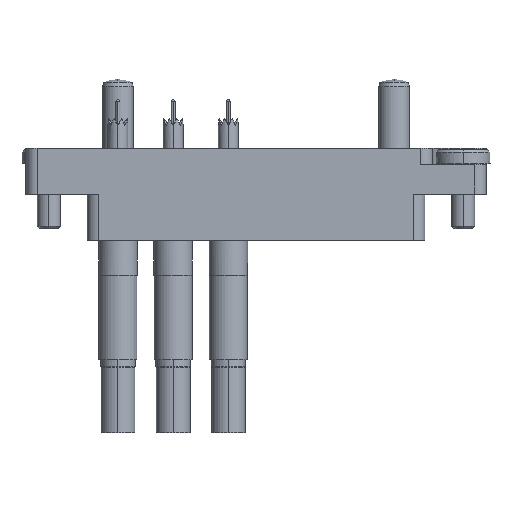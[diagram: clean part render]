
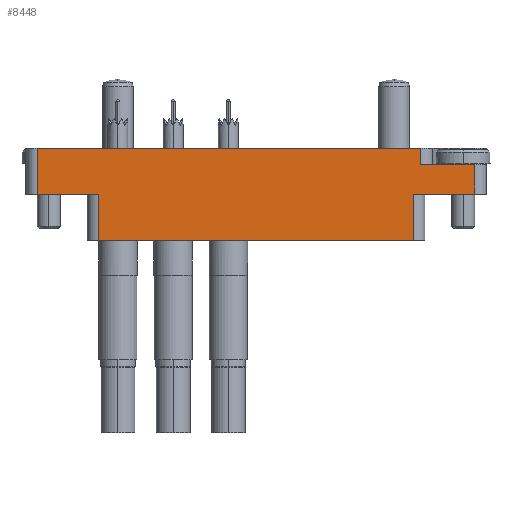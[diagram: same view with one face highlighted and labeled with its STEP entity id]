
A CAD part, left-side view. The second image highlights one B-rep face of the part: STEP entity #8448.
In plain terms, the highlighted face is planar.
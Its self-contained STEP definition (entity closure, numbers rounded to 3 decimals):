
#220 = CARTESIAN_POINT ( 'NONE',  ( 28.5, 0., 14.35 ) ) ;
#1312 = ORIENTED_EDGE ( 'NONE', *, *, #17690, .T. ) ;
#1332 = DIRECTION ( 'NONE',  ( 0., 1., 0. ) ) ;
#1428 = CARTESIAN_POINT ( 'NONE',  ( -28.5, 0., 14.35 ) ) ;
#1520 = CARTESIAN_POINT ( 'NONE',  ( 21.5, 6., 14.35 ) ) ;
#1525 = VERTEX_POINT ( 'NONE', #20366 ) ;
#1771 = DIRECTION ( 'NONE',  ( 1., 0., 0. ) ) ;
#1910 = EDGE_CURVE ( 'NONE', #13032, #15445, #9798, .T. ) ;
#2848 = VECTOR ( 'NONE', #14478, 1000. ) ;
#3035 = FACE_OUTER_BOUND ( 'NONE', #9348, .T. ) ;
#3665 = DIRECTION ( 'NONE',  ( 0., -1., 0. ) ) ;
#4062 = VECTOR ( 'NONE', #1771, 1000. ) ;
#4555 = DIRECTION ( 'NONE',  ( -1., 0., 0. ) ) ;
#4755 = DIRECTION ( 'NONE',  ( -1., 0., 0. ) ) ;
#5147 = VERTEX_POINT ( 'NONE', #220 ) ;
#5217 = LINE ( 'NONE', #11664, #23432 ) ;
#5348 = ORIENTED_EDGE ( 'NONE', *, *, #8642, .T. ) ;
#5533 = CARTESIAN_POINT ( 'NONE',  ( -20.5, 0., 14.35 ) ) ;
#6066 = VECTOR ( 'NONE', #17232, 1000. ) ;
#6527 = ORIENTED_EDGE ( 'NONE', *, *, #8130, .F. ) ;
#6722 = VERTEX_POINT ( 'NONE', #18720 ) ;
#6835 = ORIENTED_EDGE ( 'NONE', *, *, #16547, .F. ) ;
#6872 = EDGE_CURVE ( 'NONE', #13032, #18412, #5217, .T. ) ;
#7294 = LINE ( 'NONE', #17204, #11924 ) ;
#7650 = ORIENTED_EDGE ( 'NONE', *, *, #9305, .T. ) ;
#7678 = CARTESIAN_POINT ( 'NONE',  ( -30., 6., 14.35 ) ) ;
#7719 = VERTEX_POINT ( 'NONE', #10165 ) ;
#7921 = LINE ( 'NONE', #15989, #23598 ) ;
#8130 = EDGE_CURVE ( 'NONE', #5147, #7719, #17118, .T. ) ;
#8379 = CARTESIAN_POINT ( 'NONE',  ( 30., 3.9, 14.35 ) ) ;
#8448 = ADVANCED_FACE ( 'NONE', ( #3035 ), #19174, .F. ) ;
#8642 = EDGE_CURVE ( 'NONE', #5147, #13286, #7921, .T. ) ;
#9305 = EDGE_CURVE ( 'NONE', #1525, #7719, #13267, .T. ) ;
#9348 = EDGE_LOOP ( 'NONE', ( #14059, #7650, #6527, #5348, #6835, #13221, #22289, #14157, #23488, #1312 ) ) ;
#9392 = CARTESIAN_POINT ( 'NONE',  ( 21.5, 0., 14.35 ) ) ;
#9718 = VERTEX_POINT ( 'NONE', #23168 ) ;
#9724 = DIRECTION ( 'NONE',  ( 0., -1., 0. ) ) ;
#9798 = LINE ( 'NONE', #7678, #25330 ) ;
#10075 = VECTOR ( 'NONE', #4555, 1000. ) ;
#10165 = CARTESIAN_POINT ( 'NONE',  ( 20.5, 0., 14.35 ) ) ;
#10236 = EDGE_CURVE ( 'NONE', #1525, #13105, #7294, .T. ) ;
#10875 = CARTESIAN_POINT ( 'NONE',  ( 30., 0., 14.35 ) ) ;
#11365 = DIRECTION ( 'NONE',  ( -1., 0., 0. ) ) ;
#11664 = CARTESIAN_POINT ( 'NONE',  ( -28.5, 0., 14.35 ) ) ;
#11924 = VECTOR ( 'NONE', #11365, 1000. ) ;
#12237 = CARTESIAN_POINT ( 'NONE',  ( 28.5, 3.9, 14.35 ) ) ;
#13032 = VERTEX_POINT ( 'NONE', #18691 ) ;
#13105 = VERTEX_POINT ( 'NONE', #15335 ) ;
#13221 = ORIENTED_EDGE ( 'NONE', *, *, #23852, .T. ) ;
#13267 = LINE ( 'NONE', #23206, #6066 ) ;
#13286 = VERTEX_POINT ( 'NONE', #12237 ) ;
#14059 = ORIENTED_EDGE ( 'NONE', *, *, #10236, .F. ) ;
#14157 = ORIENTED_EDGE ( 'NONE', *, *, #6872, .T. ) ;
#14478 = DIRECTION ( 'NONE',  ( -1., 0., 0. ) ) ;
#14679 = AXIS2_PLACEMENT_3D ( 'NONE', #18776, #15060, #4755 ) ;
#15060 = DIRECTION ( 'NONE',  ( 0., 0., -1. ) ) ;
#15335 = CARTESIAN_POINT ( 'NONE',  ( -20.5, -6., 14.35 ) ) ;
#15445 = VERTEX_POINT ( 'NONE', #1520 ) ;
#15989 = CARTESIAN_POINT ( 'NONE',  ( 28.5, 3.9, 14.35 ) ) ;
#16547 = EDGE_CURVE ( 'NONE', #6722, #13286, #26001, .T. ) ;
#17118 = LINE ( 'NONE', #25214, #2848 ) ;
#17204 = CARTESIAN_POINT ( 'NONE',  ( -22., -6., 14.35 ) ) ;
#17232 = DIRECTION ( 'NONE',  ( 0., 1., 0. ) ) ;
#17690 = EDGE_CURVE ( 'NONE', #9718, #13105, #17711, .T. ) ;
#17711 = LINE ( 'NONE', #5533, #24828 ) ;
#17903 = VECTOR ( 'NONE', #1332, 1000. ) ;
#18412 = VERTEX_POINT ( 'NONE', #1428 ) ;
#18691 = CARTESIAN_POINT ( 'NONE',  ( -28.5, 6., 14.35 ) ) ;
#18720 = CARTESIAN_POINT ( 'NONE',  ( 21.5, 3.9, 14.35 ) ) ;
#18776 = CARTESIAN_POINT ( 'NONE',  ( -30., 0., 14.35 ) ) ;
#18824 = LINE ( 'NONE', #10875, #10075 ) ;
#19174 = PLANE ( 'NONE',  #14679 ) ;
#20366 = CARTESIAN_POINT ( 'NONE',  ( 20.5, -6., 14.35 ) ) ;
#22289 = ORIENTED_EDGE ( 'NONE', *, *, #1910, .F. ) ;
#23168 = CARTESIAN_POINT ( 'NONE',  ( -20.5, 0., 14.35 ) ) ;
#23206 = CARTESIAN_POINT ( 'NONE',  ( 20.5, 0., 14.35 ) ) ;
#23432 = VECTOR ( 'NONE', #9724, 1000. ) ;
#23488 = ORIENTED_EDGE ( 'NONE', *, *, #24801, .F. ) ;
#23598 = VECTOR ( 'NONE', #24087, 1000. ) ;
#23852 = EDGE_CURVE ( 'NONE', #6722, #15445, #25158, .T. ) ;
#23961 = DIRECTION ( 'NONE',  ( 1., 0., 0. ) ) ;
#24087 = DIRECTION ( 'NONE',  ( 0., 1., 0. ) ) ;
#24801 = EDGE_CURVE ( 'NONE', #9718, #18412, #18824, .T. ) ;
#24828 = VECTOR ( 'NONE', #3665, 1000. ) ;
#25158 = LINE ( 'NONE', #9392, #17903 ) ;
#25214 = CARTESIAN_POINT ( 'NONE',  ( 30., 0., 14.35 ) ) ;
#25330 = VECTOR ( 'NONE', #23961, 1000. ) ;
#26001 = LINE ( 'NONE', #8379, #4062 ) ;
